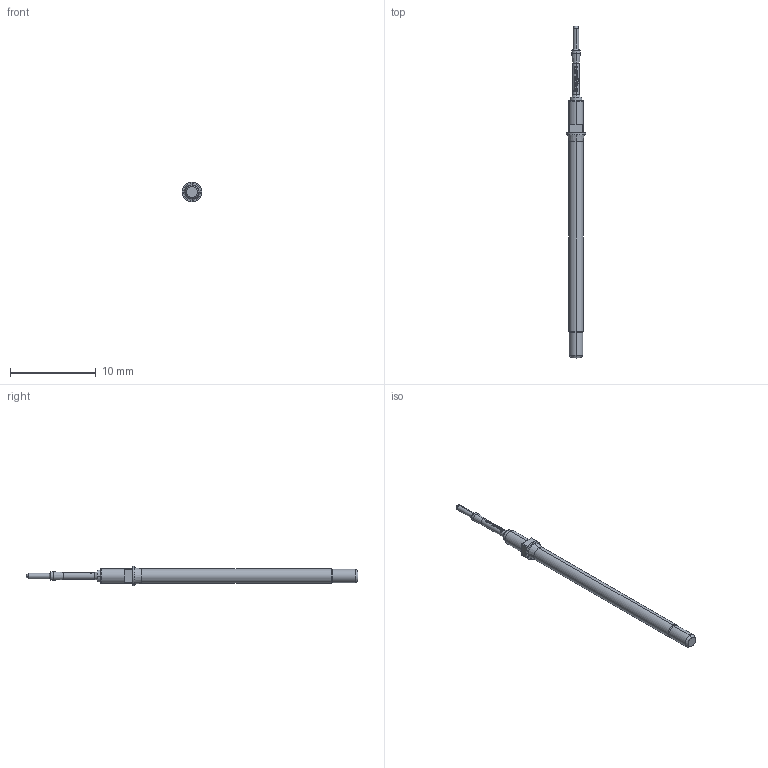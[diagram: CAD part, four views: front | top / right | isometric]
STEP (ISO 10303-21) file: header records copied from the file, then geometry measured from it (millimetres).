
FILE_DESCRIPTION (( 'STEP AP203' ), '1' );
FILE_NAME ('INGUN_GKS-112_305_063_A_xx05_MT.STEP', '2022-01-21T10:16:27', ( 'ochi' ), ( '' ), 'SwSTEP 2.0', 'SolidWorks 2018', '' );
FILE_SCHEMA (( 'CONFIG_CONTROL_DESIGN' ));
Length unit declared in the file: millimetre
Products named in the file (1): INGUN_GKS-112_305_063_A_xx05_MT
Bounding box: 2.3 x 38.8 x 2.3 mm (x, y, z)
Volume: 70.2 mm3; surface area: 186.1 mm2
Topology: 1 solids, 1 shells, 131 faces, 352 edges, 225 vertices
Faces by surface type: plane 56, cylinder 35, bspline 22, cone 10, torus 6, sphere 2
Entity records: 4443 total; most frequent: CARTESIAN_POINT 1207, ORIENTED_EDGE 700, DIRECTION 624, EDGE_CURVE 350, AXIS2_PLACEMENT_3D 250, VERTEX_POINT 225, CIRCLE 140, EDGE_LOOP 135
